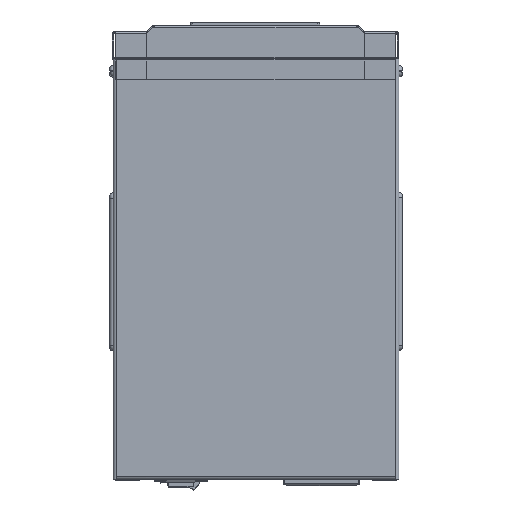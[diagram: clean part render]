
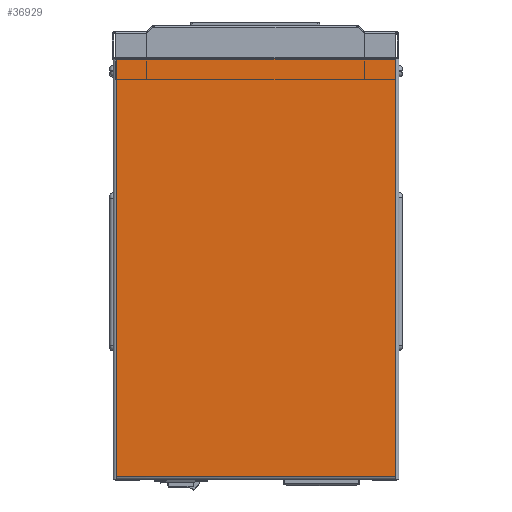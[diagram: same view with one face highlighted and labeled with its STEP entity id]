
A CAD part, top view. The second image highlights one B-rep face of the part: STEP entity #36929.
In plain terms, the highlighted face is planar.
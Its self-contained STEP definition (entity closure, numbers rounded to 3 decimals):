
#395 = EDGE_LOOP ( 'NONE', ( #95712, #100747, #102522, #125296 ) ) ;
#988 = VERTEX_POINT ( 'NONE', #106437 ) ;
#16735 = EDGE_CURVE ( 'NONE', #24790, #21132, #37882, .T. ) ;
#16997 = DIRECTION ( 'NONE',  ( 0., 1., 0. ) ) ;
#18354 = CARTESIAN_POINT ( 'NONE',  ( 0., 0., 161.2 ) ) ;
#21132 = VERTEX_POINT ( 'NONE', #18354 ) ;
#24790 = VERTEX_POINT ( 'NONE', #55968 ) ;
#26595 = DIRECTION ( 'NONE',  ( 1., 0., 0. ) ) ;
#35097 = DIRECTION ( 'NONE',  ( 0., 0., -1. ) ) ;
#36929 = ADVANCED_FACE ( 'NONE', ( #46786 ), #114959, .T. ) ;
#37882 = LINE ( 'NONE', #49467, #94796 ) ;
#46121 = CARTESIAN_POINT ( 'NONE',  ( 0., 0., 0. ) ) ;
#46231 = CARTESIAN_POINT ( 'NONE',  ( 238.2, 0., 161.2 ) ) ;
#46786 = FACE_OUTER_BOUND ( 'NONE', #395, .T. ) ;
#49467 = CARTESIAN_POINT ( 'NONE',  ( 0., 0., 0. ) ) ;
#52917 = EDGE_CURVE ( 'NONE', #110044, #988, #105177, .T. ) ;
#55103 = LINE ( 'NONE', #87586, #109138 ) ;
#55968 = CARTESIAN_POINT ( 'NONE',  ( 0., 0., 1.8 ) ) ;
#63806 = VECTOR ( 'NONE', #116848, 1000. ) ;
#64601 = EDGE_CURVE ( 'NONE', #21132, #110044, #55103, .T. ) ;
#67128 = VECTOR ( 'NONE', #35097, 1000. ) ;
#69981 = CARTESIAN_POINT ( 'NONE',  ( 240., 0., 1.8 ) ) ;
#71230 = LINE ( 'NONE', #69981, #63806 ) ;
#75961 = CARTESIAN_POINT ( 'NONE',  ( 238.2, 0., 161.2 ) ) ;
#77456 = AXIS2_PLACEMENT_3D ( 'NONE', #46121, #16997, #128393 ) ;
#87586 = CARTESIAN_POINT ( 'NONE',  ( 0., 0., 161.2 ) ) ;
#94796 = VECTOR ( 'NONE', #98209, 1000. ) ;
#95712 = ORIENTED_EDGE ( 'NONE', *, *, #64601, .T. ) ;
#98209 = DIRECTION ( 'NONE',  ( 0., 0., 1. ) ) ;
#100747 = ORIENTED_EDGE ( 'NONE', *, *, #52917, .T. ) ;
#102522 = ORIENTED_EDGE ( 'NONE', *, *, #107142, .T. ) ;
#105177 = LINE ( 'NONE', #75961, #67128 ) ;
#106437 = CARTESIAN_POINT ( 'NONE',  ( 238.2, 0., 1.8 ) ) ;
#107142 = EDGE_CURVE ( 'NONE', #988, #24790, #71230, .T. ) ;
#109138 = VECTOR ( 'NONE', #26595, 1000. ) ;
#110044 = VERTEX_POINT ( 'NONE', #46231 ) ;
#114959 = PLANE ( 'NONE',  #77456 ) ;
#116848 = DIRECTION ( 'NONE',  ( -1., 0., 0. ) ) ;
#125296 = ORIENTED_EDGE ( 'NONE', *, *, #16735, .T. ) ;
#128393 = DIRECTION ( 'NONE',  ( 0., 0., 1. ) ) ;
